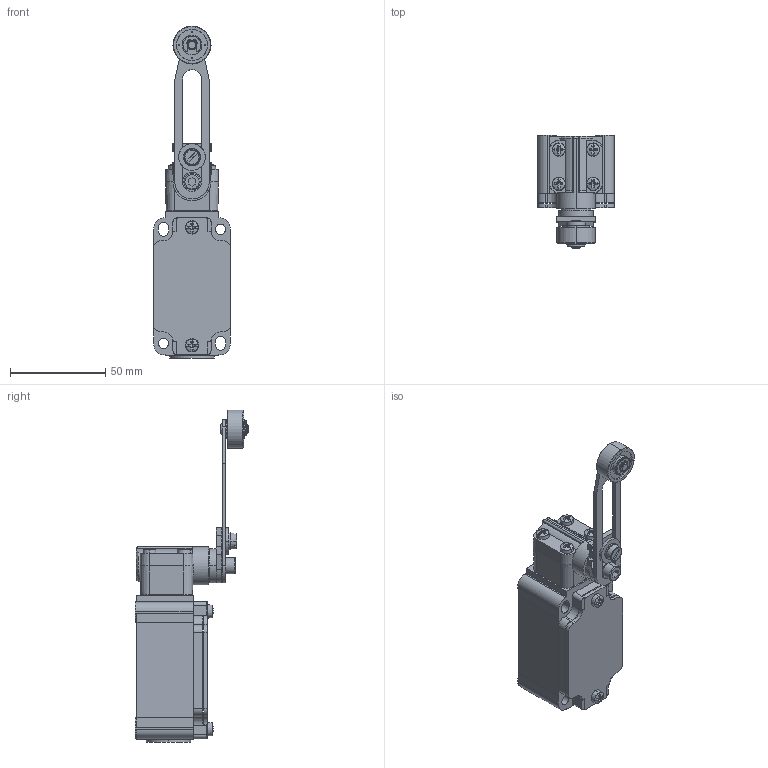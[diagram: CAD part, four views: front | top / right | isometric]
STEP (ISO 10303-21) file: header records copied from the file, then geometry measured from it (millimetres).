
FILE_DESCRIPTION (( 'STEP AP214' ), '1' );
FILE_NAME ('Z4V7H-335-11Z.STEP', '2021-01-18T18:50:57', ( '' ), ( '' ), 'SwSTEP 2.0', 'SolidWorks 2019', '' );
FILE_SCHEMA (( 'AUTOMOTIVE_DESIGN' ));
Length unit declared in the file: inch
Products named in the file (1): Z4V7H-335-11Z
Bounding box: 40.5 x 59.7 x 174.7 mm (x, y, z)
Volume: 129444.3 mm3; surface area: 32063.9 mm2
Topology: 1 solids, 1 shells, 819 faces, 2071 edges, 1282 vertices
Faces by surface type: plane 592, cylinder 160, cone 40, bspline 27
Entity records: 27980 total; most frequent: CARTESIAN_POINT 8853, ORIENTED_EDGE 4134, DIRECTION 3640, EDGE_CURVE 2067, VECTOR 1434, LINE 1434, VERTEX_POINT 1282, AXIS2_PLACEMENT_3D 1103
